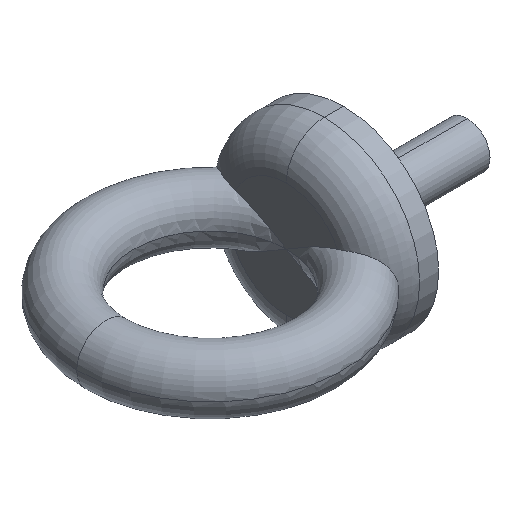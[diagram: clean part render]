
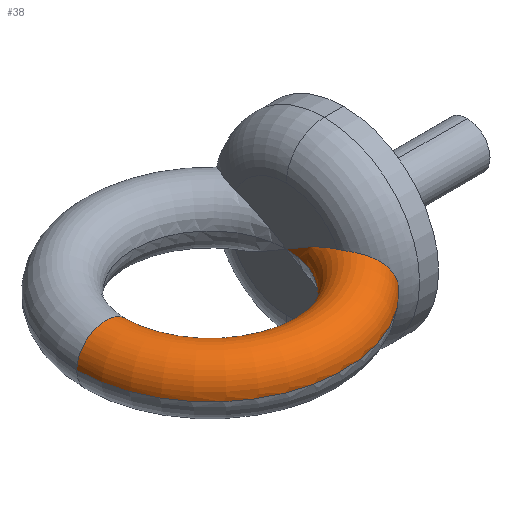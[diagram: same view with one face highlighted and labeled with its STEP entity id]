
A CAD part, isometric view. The second image highlights one B-rep face of the part: STEP entity #38.
In plain terms, the highlighted toroidal (fillet/blend) face has major radius 11 mm and minor radius 3 mm.
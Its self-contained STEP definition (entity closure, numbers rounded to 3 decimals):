
#38=ADVANCED_FACE('',(#83),#84,.T.);
#83=FACE_OUTER_BOUND('',#133,.T.);
#84=TOROIDAL_SURFACE('',#134,11.0,3.0);
#133=EDGE_LOOP('',(#177,#178,#179,#180,#181));
#134=AXIS2_PLACEMENT_3D('',#182,#183,#184);
#177=ORIENTED_EDGE('',*,*,#297,.F.);
#178=ORIENTED_EDGE('',*,*,#298,.T.);
#179=ORIENTED_EDGE('',*,*,#299,.F.);
#180=ORIENTED_EDGE('',*,*,#300,.F.);
#181=ORIENTED_EDGE('',*,*,#301,.T.);
#182=CARTESIAN_POINT('',(0.0,0.0,0.0));
#183=DIRECTION('',(0.0,0.0,-1.0));
#184=DIRECTION('',(-1.0,0.0,0.0));
#297=EDGE_CURVE('',#343,#344,#345,.T.);
#298=EDGE_CURVE('',#343,#346,#347,.T.);
#299=EDGE_CURVE('',#348,#346,#349,.T.);
#300=EDGE_CURVE('',#350,#348,#351,.T.);
#301=EDGE_CURVE('',#350,#344,#352,.T.);
#343=VERTEX_POINT('',#408);
#344=VERTEX_POINT('',#409);
#345=CIRCLE('',#410,14.0);
#346=VERTEX_POINT('',#411);
#347=B_SPLINE_CURVE_WITH_KNOTS('',3,(#412,#413,#414,#415,#416,#417,#418,#419,#420,#421,#422,#423,#424,#425,#426,#427,#428,#429,#430,#431,#432,#433,#434,#435,#436,#437,#438,#439,#440,#441,#442,#443,#444,#445,#446,#447,#448,#449,#450,#451,#452,#453,#454,#455),.UNSPECIFIED.,.F.,.F.,(4,2,2,2,2,2,2,2,2,2,2,2,2,2,2,2,2,2,2,2,2,4),(0.045,0.046,0.047,0.047,0.047,0.048,0.049,0.049,0.05,0.051,0.051,0.052,0.052,0.053,0.054,0.054,0.055,0.056,0.056,0.056,0.057,0.058),.UNSPECIFIED.);
#348=VERTEX_POINT('',#456);
#349=B_SPLINE_CURVE_WITH_KNOTS('',3,(#457,#458,#459,#460,#461,#462,#463,#464),.UNSPECIFIED.,.F.,.F.,(4,2,2,4),(0.,0.001,0.003,0.006),.UNSPECIFIED.);
#350=VERTEX_POINT('',#465);
#351=CIRCLE('',#466,8.0);
#352=CIRCLE('',#467,3.0);
#408=CARTESIAN_POINT('',(10.211,-9.578,0.));
#409=CARTESIAN_POINT('',(-14.0,0.,0.));
#410=AXIS2_PLACEMENT_3D('',#692,#693,#694);
#411=CARTESIAN_POINT('',(8.0,-5.372,2.672));
#412=CARTESIAN_POINT('',(8.0,-5.372,-2.672));
#413=CARTESIAN_POINT('',(8.,-5.639,-2.748));
#414=CARTESIAN_POINT('',(8.028,-5.904,-2.823));
#415=CARTESIAN_POINT('',(8.138,-6.434,-2.941));
#416=CARTESIAN_POINT('',(8.221,-6.702,-2.984));
#417=CARTESIAN_POINT('',(8.375,-7.087,-3.002));
#418=CARTESIAN_POINT('',(8.432,-7.214,-3.001));
#419=CARTESIAN_POINT('',(8.555,-7.464,-2.982));
#420=CARTESIAN_POINT('',(8.622,-7.587,-2.964));
#421=CARTESIAN_POINT('',(8.826,-7.941,-2.883));
#422=CARTESIAN_POINT('',(8.973,-8.161,-2.793));
#423=CARTESIAN_POINT('',(9.269,-8.564,-2.54));
#424=CARTESIAN_POINT('',(9.413,-8.74,-2.382));
#425=CARTESIAN_POINT('',(9.616,-8.972,-2.096));
#426=CARTESIAN_POINT('',(9.68,-9.043,-1.993));
#427=CARTESIAN_POINT('',(9.798,-9.17,-1.779));
#428=CARTESIAN_POINT('',(9.852,-9.226,-1.667));
#429=CARTESIAN_POINT('',(10.001,-9.378,-1.315));
#430=CARTESIAN_POINT('',(10.081,-9.455,-1.057));
#431=CARTESIAN_POINT('',(10.16,-9.53,-0.661));
#432=CARTESIAN_POINT('',(10.179,-9.548,-0.526));
#433=CARTESIAN_POINT('',(10.206,-9.573,-0.252));
#434=CARTESIAN_POINT('',(10.212,-9.578,-0.113));
#435=CARTESIAN_POINT('',(10.209,-9.576,0.299));
#436=CARTESIAN_POINT('',(10.18,-9.549,0.573));
#437=CARTESIAN_POINT('',(10.068,-9.443,1.104));
#438=CARTESIAN_POINT('',(9.988,-9.365,1.354));
#439=CARTESIAN_POINT('',(9.783,-9.155,1.823));
#440=CARTESIAN_POINT('',(9.661,-9.025,2.035));
#441=CARTESIAN_POINT('',(9.461,-8.794,2.311));
#442=CARTESIAN_POINT('',(9.391,-8.71,2.398));
#443=CARTESIAN_POINT('',(9.248,-8.532,2.552));
#444=CARTESIAN_POINT('',(9.176,-8.438,2.621));
#445=CARTESIAN_POINT('',(8.959,-8.14,2.802));
#446=CARTESIAN_POINT('',(8.811,-7.917,2.89));
#447=CARTESIAN_POINT('',(8.61,-7.566,2.967));
#448=CARTESIAN_POINT('',(8.546,-7.446,2.984));
#449=CARTESIAN_POINT('',(8.425,-7.199,3.002));
#450=CARTESIAN_POINT('',(8.369,-7.071,3.002));
#451=CARTESIAN_POINT('',(8.216,-6.688,2.982));
#452=CARTESIAN_POINT('',(8.135,-6.427,2.94));
#453=CARTESIAN_POINT('',(8.027,-5.898,2.822));
#454=CARTESIAN_POINT('',(8.,-5.636,2.747));
#455=CARTESIAN_POINT('',(8.0,-5.372,2.672));
#456=CARTESIAN_POINT('',(8.0,0.0,0.0));
#457=CARTESIAN_POINT('',(8.0,0.0,0.0));
#458=CARTESIAN_POINT('',(8.0,-0.426,0.261));
#459=CARTESIAN_POINT('',(8.0,-0.856,0.524));
#460=CARTESIAN_POINT('',(8.0,-1.719,1.034));
#461=CARTESIAN_POINT('',(8.0,-2.155,1.282));
#462=CARTESIAN_POINT('',(8.0,-3.482,1.982));
#463=CARTESIAN_POINT('',(8.0,-4.394,2.394));
#464=CARTESIAN_POINT('',(8.0,-5.372,2.672));
#465=CARTESIAN_POINT('',(-8.0,0.,0.));
#466=AXIS2_PLACEMENT_3D('',#695,#696,#697);
#467=AXIS2_PLACEMENT_3D('',#698,#699,#700);
#692=CARTESIAN_POINT('',(0.0,0.0,0.));
#693=DIRECTION('',(0.0,0.0,-1.0));
#694=DIRECTION('',(-1.0,0.0,0.0));
#695=CARTESIAN_POINT('',(0.0,0.0,0.));
#696=DIRECTION('',(0.0,0.0,1.0));
#697=DIRECTION('',(-1.0,0.0,0.0));
#698=CARTESIAN_POINT('',(-11.0,0.,0.0));
#699=DIRECTION('',(0.,-1.0,-0.0));
#700=DIRECTION('',(-1.0,0.,0.0));
